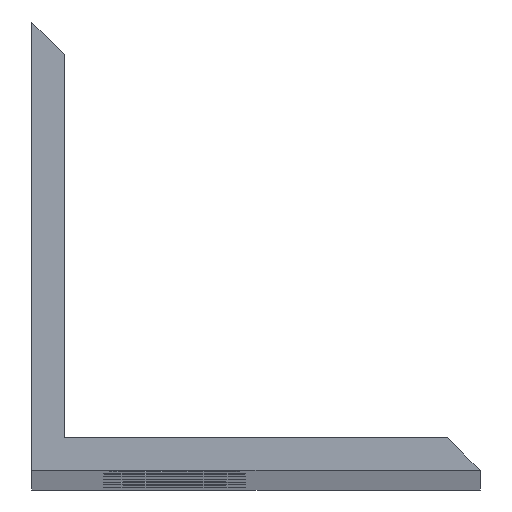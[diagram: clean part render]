
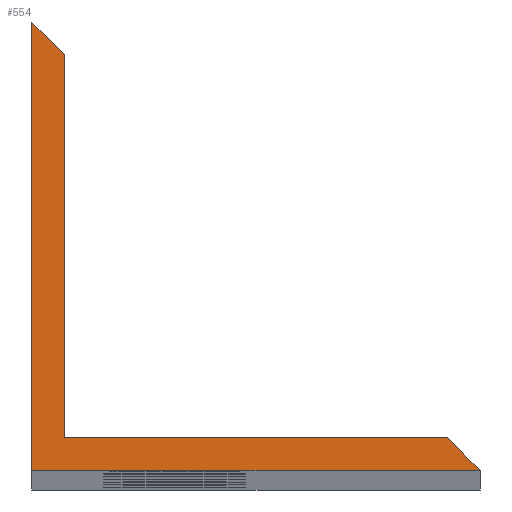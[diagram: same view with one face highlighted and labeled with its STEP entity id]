
A CAD part, top view. The second image highlights one B-rep face of the part: STEP entity #554.
In plain terms, the highlighted planar face has unit normal (0, 0, 1).
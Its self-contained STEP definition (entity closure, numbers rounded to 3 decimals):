
#108=CARTESIAN_POINT('',(-200.,-70.,301.75));
#109=VERTEX_POINT('',#108);
#110=CARTESIAN_POINT('',(-190.6,-70.,301.75));
#111=VERTEX_POINT('',#110);
#112=CARTESIAN_POINT('',(-200.,-70.,301.75));
#113=DIRECTION('',(1.,0.,0.));
#114=VECTOR('',#113,9.4);
#115=LINE('',#112,#114);
#116=EDGE_CURVE('',#109,#111,#115,.T.);
#370=CARTESIAN_POINT('',(-200.8,-70.8,301.75));
#371=VERTEX_POINT('',#370);
#372=CARTESIAN_POINT('',(-189.8,-70.8,301.75));
#373=VERTEX_POINT('',#372);
#374=CARTESIAN_POINT('',(-200.8,-70.8,301.75));
#375=DIRECTION('',(1.,0.,0.));
#376=VECTOR('',#375,11.);
#377=LINE('',#374,#376);
#378=EDGE_CURVE('',#371,#373,#377,.T.);
#517=CARTESIAN_POINT('',(-90.8,9.2,301.75));
#518=DIRECTION('',(0.,0.,-1.));
#519=DIRECTION('',(-0.,1.,-0.));
#520=AXIS2_PLACEMENT_3D('',#517,#518,#519);
#521=PLANE('',#520);
#522=ORIENTED_EDGE('',*,*,#116,.F.);
#523=CARTESIAN_POINT('',(-200.,-60.6,301.75));
#524=VERTEX_POINT('',#523);
#525=CARTESIAN_POINT('',(-200.,-70.,301.75));
#526=DIRECTION('',(0.,1.,0.));
#527=VECTOR('',#526,9.4);
#528=LINE('',#525,#527);
#529=EDGE_CURVE('',#109,#524,#528,.T.);
#530=ORIENTED_EDGE('',*,*,#529,.T.);
#531=CARTESIAN_POINT('',(-200.8,-59.8,301.75));
#532=VERTEX_POINT('',#531);
#533=CARTESIAN_POINT('',(-200.8,-59.8,301.75));
#534=DIRECTION('',(0.707,-0.707,0.));
#535=VECTOR('',#534,1.131);
#536=LINE('',#533,#535);
#537=EDGE_CURVE('',#532,#524,#536,.T.);
#538=ORIENTED_EDGE('',*,*,#537,.F.);
#539=CARTESIAN_POINT('',(-200.8,-70.8,301.75));
#540=DIRECTION('',(0.,1.,0.));
#541=VECTOR('',#540,11.);
#542=LINE('',#539,#541);
#543=EDGE_CURVE('',#371,#532,#542,.T.);
#544=ORIENTED_EDGE('',*,*,#543,.F.);
#545=ORIENTED_EDGE('',*,*,#378,.T.);
#546=CARTESIAN_POINT('',(-189.8,-70.8,301.75));
#547=DIRECTION('',(-0.707,0.707,-0.));
#548=VECTOR('',#547,1.131);
#549=LINE('',#546,#548);
#550=EDGE_CURVE('',#373,#111,#549,.T.);
#551=ORIENTED_EDGE('',*,*,#550,.T.);
#552=EDGE_LOOP('',(#522,#530,#538,#544,#545,#551));
#553=FACE_BOUND('',#552,.T.);
#554=ADVANCED_FACE('',(#553),#521,.F.);
